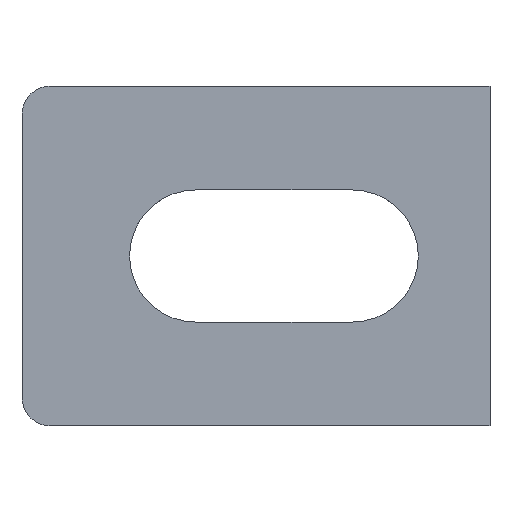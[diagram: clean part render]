
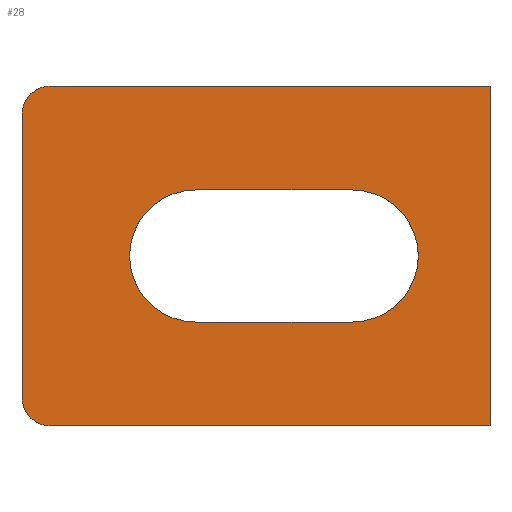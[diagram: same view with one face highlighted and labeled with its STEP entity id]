
A CAD part, top view. The second image highlights one B-rep face of the part: STEP entity #28.
In plain terms, the highlighted planar face has unit normal (0, 0, 1).
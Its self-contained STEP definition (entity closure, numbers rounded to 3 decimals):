
#4 = DIRECTION ( 'NONE',  ( 0., 0., -1. ) ) ;
#6 = FACE_OUTER_BOUND ( 'NONE', #1108, .T. ) ;
#28 = ADVANCED_FACE ( 'NONE', ( #686, #6 ), #260, .F. ) ;
#29 = DIRECTION ( 'NONE',  ( 1., 0., 0. ) ) ;
#49 = ORIENTED_EDGE ( 'NONE', *, *, #827, .F. ) ;
#70 = CARTESIAN_POINT ( 'NONE',  ( -12.4, -9., 2. ) ) ;
#97 = AXIS2_PLACEMENT_3D ( 'NONE', #187, #364, #1042 ) ;
#100 = AXIS2_PLACEMENT_3D ( 'NONE', #270, #4, #1034 ) ;
#115 = VERTEX_POINT ( 'NONE', #985 ) ;
#128 = CARTESIAN_POINT ( 'NONE',  ( -3.2, 0., 2. ) ) ;
#141 = CARTESIAN_POINT ( 'NONE',  ( 5.1, 3.5, 2. ) ) ;
#144 = EDGE_CURVE ( 'NONE', #984, #935, #1000, .T. ) ;
#149 = VERTEX_POINT ( 'NONE', #719 ) ;
#160 = CIRCLE ( 'NONE', #789, 3.5 ) ;
#169 = DIRECTION ( 'NONE',  ( -1., 0., 0. ) ) ;
#173 = DIRECTION ( 'NONE',  ( -1., 0., 0. ) ) ;
#176 = CARTESIAN_POINT ( 'NONE',  ( -10.9, 9., 2. ) ) ;
#180 = DIRECTION ( 'NONE',  ( 0., 1., 0. ) ) ;
#187 = CARTESIAN_POINT ( 'NONE',  ( 5.1, 0., 2. ) ) ;
#197 = DIRECTION ( 'NONE',  ( -1., 0., 0. ) ) ;
#204 = ORIENTED_EDGE ( 'NONE', *, *, #144, .F. ) ;
#205 = EDGE_LOOP ( 'NONE', ( #49, #388, #368, #1061, #419 ) ) ;
#218 = DIRECTION ( 'NONE',  ( 0., 0., 1. ) ) ;
#225 = CIRCLE ( 'NONE', #97, 3.5 ) ;
#254 = EDGE_CURVE ( 'NONE', #1027, #891, #941, .T. ) ;
#260 = PLANE ( 'NONE',  #265 ) ;
#265 = AXIS2_PLACEMENT_3D ( 'NONE', #591, #936, #173 ) ;
#268 = VECTOR ( 'NONE', #29, 1000. ) ;
#270 = CARTESIAN_POINT ( 'NONE',  ( -10.9, -7.5, 2. ) ) ;
#285 = EDGE_CURVE ( 'NONE', #822, #1027, #470, .T. ) ;
#301 = VECTOR ( 'NONE', #197, 1000. ) ;
#308 = CARTESIAN_POINT ( 'NONE',  ( 12.4, -3.5, 2. ) ) ;
#309 = CARTESIAN_POINT ( 'NONE',  ( 12.4, -9., 2. ) ) ;
#352 = CARTESIAN_POINT ( 'NONE',  ( -10.9, -9., 2. ) ) ;
#364 = DIRECTION ( 'NONE',  ( 0., 0., 1. ) ) ;
#368 = ORIENTED_EDGE ( 'NONE', *, *, #634, .F. ) ;
#372 = DIRECTION ( 'NONE',  ( -1., 0., 0. ) ) ;
#378 = ORIENTED_EDGE ( 'NONE', *, *, #285, .F. ) ;
#388 = ORIENTED_EDGE ( 'NONE', *, *, #801, .F. ) ;
#396 = DIRECTION ( 'NONE',  ( -1., 0., 0. ) ) ;
#407 = LINE ( 'NONE', #929, #757 ) ;
#412 = DIRECTION ( 'NONE',  ( 0., 0., -1. ) ) ;
#419 = ORIENTED_EDGE ( 'NONE', *, *, #605, .F. ) ;
#420 = CARTESIAN_POINT ( 'NONE',  ( -12.4, -7.5, 2. ) ) ;
#431 = ORIENTED_EDGE ( 'NONE', *, *, #254, .F. ) ;
#470 = CIRCLE ( 'NONE', #100, 1.5 ) ;
#474 = DIRECTION ( 'NONE',  ( 0., -1., 0. ) ) ;
#551 = LINE ( 'NONE', #308, #1035 ) ;
#557 = EDGE_CURVE ( 'NONE', #760, #984, #824, .T. ) ;
#562 = ORIENTED_EDGE ( 'NONE', *, *, #971, .F. ) ;
#565 = EDGE_CURVE ( 'NONE', #700, #672, #881, .T. ) ;
#567 = VERTEX_POINT ( 'NONE', #141 ) ;
#591 = CARTESIAN_POINT ( 'NONE',  ( 12.4, -9., 2. ) ) ;
#592 = CARTESIAN_POINT ( 'NONE',  ( -6.7, 0., 2. ) ) ;
#605 = EDGE_CURVE ( 'NONE', #149, #700, #160, .T. ) ;
#611 = AXIS2_PLACEMENT_3D ( 'NONE', #912, #412, #1009 ) ;
#630 = VECTOR ( 'NONE', #180, 1000. ) ;
#634 = EDGE_CURVE ( 'NONE', #672, #115, #551, .T. ) ;
#672 = VERTEX_POINT ( 'NONE', #722 ) ;
#682 = LINE ( 'NONE', #1038, #301 ) ;
#685 = EDGE_CURVE ( 'NONE', #935, #822, #407, .T. ) ;
#686 = FACE_BOUND ( 'NONE', #205, .T. ) ;
#700 = VERTEX_POINT ( 'NONE', #592 ) ;
#719 = CARTESIAN_POINT ( 'NONE',  ( -3.2, 3.5, 2. ) ) ;
#722 = CARTESIAN_POINT ( 'NONE',  ( -3.2, -3.5, 2. ) ) ;
#735 = VECTOR ( 'NONE', #474, 1000. ) ;
#741 = CARTESIAN_POINT ( 'NONE',  ( 12.4, 9., 2. ) ) ;
#757 = VECTOR ( 'NONE', #169, 1000. ) ;
#760 = VERTEX_POINT ( 'NONE', #176 ) ;
#775 = AXIS2_PLACEMENT_3D ( 'NONE', #128, #1060, #372 ) ;
#789 = AXIS2_PLACEMENT_3D ( 'NONE', #803, #218, #396 ) ;
#801 = EDGE_CURVE ( 'NONE', #115, #567, #225, .T. ) ;
#803 = CARTESIAN_POINT ( 'NONE',  ( -3.2, 0., 2. ) ) ;
#807 = CARTESIAN_POINT ( 'NONE',  ( -12.4, 7.5, 2. ) ) ;
#822 = VERTEX_POINT ( 'NONE', #352 ) ;
#824 = LINE ( 'NONE', #909, #268 ) ;
#827 = EDGE_CURVE ( 'NONE', #567, #149, #682, .T. ) ;
#881 = CIRCLE ( 'NONE', #775, 3.5 ) ;
#889 = CARTESIAN_POINT ( 'NONE',  ( 12.4, -9., 2. ) ) ;
#890 = DIRECTION ( 'NONE',  ( 1., 0., 0. ) ) ;
#891 = VERTEX_POINT ( 'NONE', #807 ) ;
#909 = CARTESIAN_POINT ( 'NONE',  ( 12.4, 9., 2. ) ) ;
#912 = CARTESIAN_POINT ( 'NONE',  ( -10.9, 7.5, 2. ) ) ;
#929 = CARTESIAN_POINT ( 'NONE',  ( 12.4, -9., 2. ) ) ;
#935 = VERTEX_POINT ( 'NONE', #889 ) ;
#936 = DIRECTION ( 'NONE',  ( 0., 0., -1. ) ) ;
#941 = LINE ( 'NONE', #70, #630 ) ;
#971 = EDGE_CURVE ( 'NONE', #891, #760, #1062, .T. ) ;
#984 = VERTEX_POINT ( 'NONE', #741 ) ;
#985 = CARTESIAN_POINT ( 'NONE',  ( 5.1, -3.5, 2. ) ) ;
#987 = ORIENTED_EDGE ( 'NONE', *, *, #557, .F. ) ;
#1000 = LINE ( 'NONE', #309, #735 ) ;
#1009 = DIRECTION ( 'NONE',  ( -1., 0., 0. ) ) ;
#1027 = VERTEX_POINT ( 'NONE', #420 ) ;
#1034 = DIRECTION ( 'NONE',  ( -1., 0., 0. ) ) ;
#1035 = VECTOR ( 'NONE', #890, 1000. ) ;
#1038 = CARTESIAN_POINT ( 'NONE',  ( 12.4, 3.5, 2. ) ) ;
#1042 = DIRECTION ( 'NONE',  ( -1., 0., 0. ) ) ;
#1060 = DIRECTION ( 'NONE',  ( 0., 0., 1. ) ) ;
#1061 = ORIENTED_EDGE ( 'NONE', *, *, #565, .F. ) ;
#1062 = CIRCLE ( 'NONE', #611, 1.5 ) ;
#1081 = ORIENTED_EDGE ( 'NONE', *, *, #685, .F. ) ;
#1108 = EDGE_LOOP ( 'NONE', ( #562, #431, #378, #1081, #204, #987 ) ) ;
